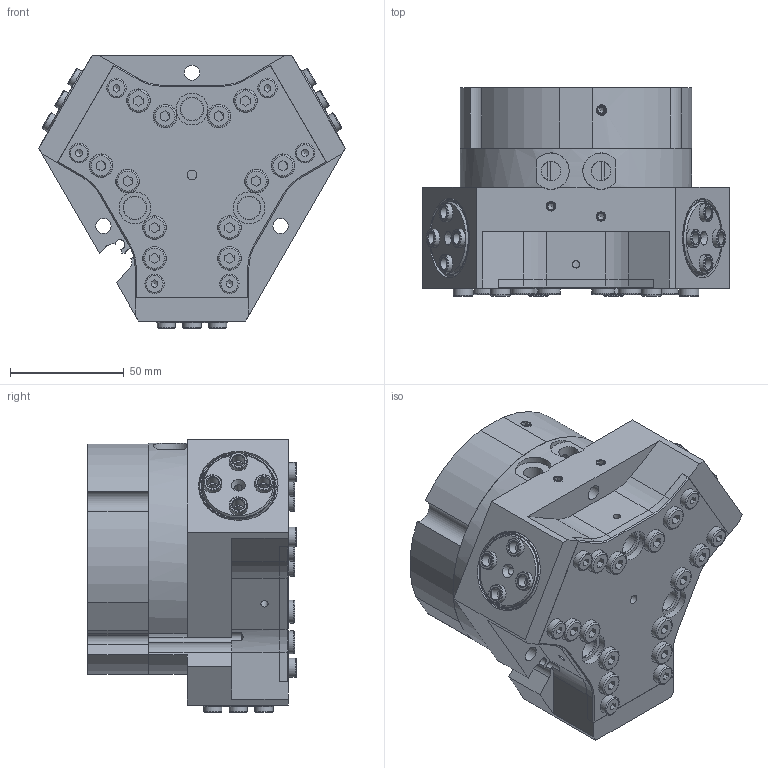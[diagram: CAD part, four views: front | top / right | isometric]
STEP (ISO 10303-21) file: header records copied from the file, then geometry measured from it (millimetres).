
FILE_DESCRIPTION(/* description */ ('ASSIEME Corsa 10 mm'),/* implementation_level */ '2;1');
FILE_NAME(/* name */ 'GZO-100-C1-MC.stp',/* time_stamp */ '2024-01-18T11:13:09+01:00',/* author */ ('Tecnico 2'),/* organization */ ('TERMOMACCHINE s.r.l.'),/* preprocessor_version */ 'ST-DEVELOPER v19.2',/* originating_system */ 'Autodesk Inventor 2023',/* authorisation */ '');
FILE_SCHEMA (('AUTOMOTIVE_DESIGN { 1 0 10303 214 3 1 1 }'));
Length unit declared in the file: millimetre
Products named in the file (11): 11151027; DIN 913 - M5 x 5; DIN 7984 - M6 x 12; DIN 7984 - M5 x 12; DIN 913 - M5 x 5_1; GZO-100-CORPO CLIENTE; GZO-100-COPERCHIO CLIENTE; GUARNIZIONE DOPPIO LABRO PARKER AY3002 P5008; GSO-100-GRIFFA; BOCCOLA 8H7L5.4; PZP-100-FONDELLO-MA-MC CLIENTE
Assembly tree (44 placements, depth 2):
  11151027
    DIN 913 - M5 x 5_1  x3
    DIN 913 - M5 x 5  x2
    DIN 7984 - M6 x 12  x12
    DIN 7984 - M5 x 12  x6
    GZO-100-CORPO CLIENTE
    GZO-100-COPERCHIO CLIENTE
    GUARNIZIONE DOPPIO LABRO PARKER AY3002 P5008  x3
    GSO-100-GRIFFA  x3
    BOCCOLA 8H7L5.4  x12
    PZP-100-FONDELLO-MA-MC CLIENTE
Bounding box: 134.87 x 91.8 x 120 mm (x, y, z)
Volume: 763277.7 mm3; surface area: 151043.8 mm2
Topology: 44 solids, 44 shells, 1002 faces, 2403 edges, 1599 vertices
Faces by surface type: plane 443, cylinder 289, cone 181, torus 59, bspline 30
Full cylindrical faces by diameter (mm): 3.242 x14, 4.134 x24, 4.2 x2, 4.5 x8, 4.917 x12, 5 x17, 5.2 x6, 5.3 x12, 6 x12, 6.2 x12, 6.7 x3, 7.5 x8, 8 x24, 8.2 x3, 8.5 x6, 8.566 x2, 10 x12, 10.1 x3, 10.4 x15, 14 x3, 32 x9, 32.4 x6, 35 x3, 39.8 x3, 40 x6, 76 x1
Entity records: 16682 total; most frequent: CARTESIAN_POINT 3709, DIRECTION 2647, ORIENTED_EDGE 2420, EDGE_CURVE 1210, AXIS2_PLACEMENT_3D 1025, VERTEX_POINT 814, EDGE_LOOP 696, LINE 597
